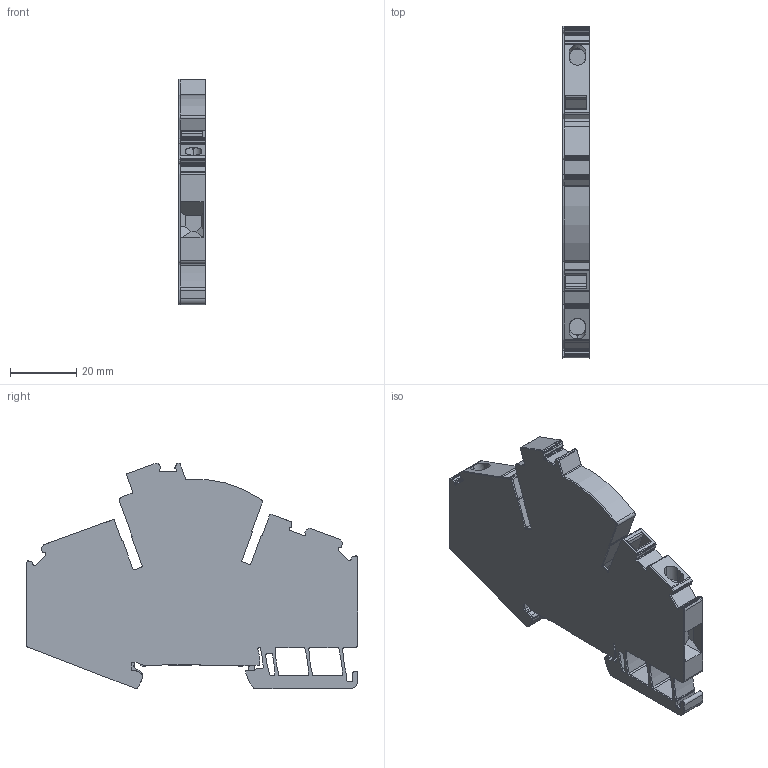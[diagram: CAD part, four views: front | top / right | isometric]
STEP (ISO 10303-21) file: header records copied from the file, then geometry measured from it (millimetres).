
FILE_DESCRIPTION(('CATIA V5 STEP Exchange','CAx-IF Rec.Pracs.--- Model Styling and Organization---1.4--- 2014-01-23'),'2;1');
FILE_NAME ('1175180-4_2', '2021-02-05T05:38:07+00:00', ('none'), ('Weidmueller'), 'CATIA Version 5-6 Release 2016 SP3 HF44', 'CATIA V5 STEP AP214', 'none');
FILE_SCHEMA(('AUTOMOTIVE_DESIGN { 1 0 10303 214 1 1 1 1 }'));
Length unit declared in the file: millimetre
Products named in the file (1): 2710100000
Bounding box: 8.1 x 100 x 68 mm (x, y, z)
Volume: 35544.6 mm3; surface area: 25173.3 mm2
Topology: 3 solids, 3 shells, 878 faces, 2607 edges, 1743 vertices
Faces by surface type: cylinder 439, plane 415, extrusion 24
Entity records: 30246 total; most frequent: CARTESIAN_POINT 6116, ORIENTED_EDGE 5214, DIRECTION 4146, EDGE_CURVE 2607, VERTEX_POINT 1743, VECTOR 1723, LINE 1699, AXIS2_PLACEMENT_3D 1616
